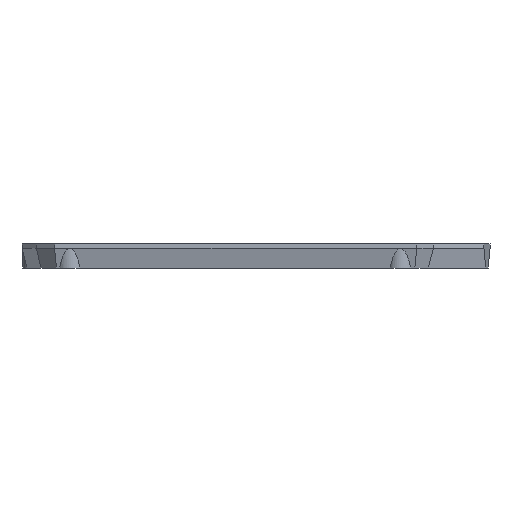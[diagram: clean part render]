
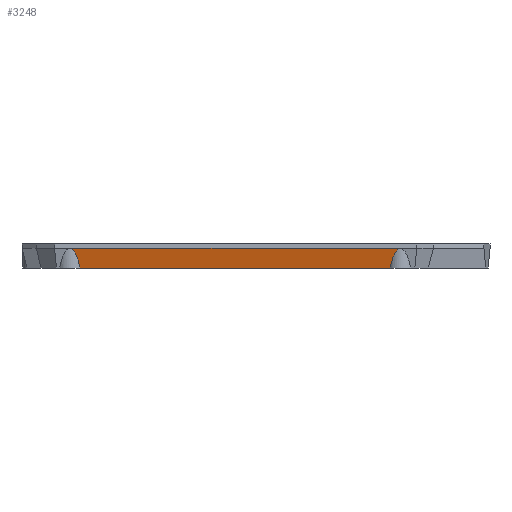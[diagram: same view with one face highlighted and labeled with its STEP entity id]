
A CAD part, left-side view. The second image highlights one B-rep face of the part: STEP entity #3248.
In plain terms, the highlighted planar face has unit normal (-0.97, 0, -0.242).
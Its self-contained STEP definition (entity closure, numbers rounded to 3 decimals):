
#31=ELLIPSE('',#3510,16.492,4.);
#32=ELLIPSE('',#3512,16.492,4.);
#286=FACE_OUTER_BOUND('',#462,.T.);
#462=EDGE_LOOP('',(#2463,#2464,#2465,#2466));
#718=LINE('',#5122,#1065);
#719=LINE('',#5125,#1066);
#1065=VECTOR('',#4148,10.);
#1066=VECTOR('',#4151,10.);
#1402=VERTEX_POINT('',#5115);
#1403=VERTEX_POINT('',#5117);
#1404=VERTEX_POINT('',#5121);
#1405=VERTEX_POINT('',#5123);
#1791=EDGE_CURVE('',#1402,#1403,#31,.T.);
#1792=EDGE_CURVE('',#1403,#1404,#718,.T.);
#1793=EDGE_CURVE('',#1404,#1405,#32,.T.);
#1794=EDGE_CURVE('',#1405,#1402,#719,.T.);
#2463=ORIENTED_EDGE('',*,*,#1791,.T.);
#2464=ORIENTED_EDGE('',*,*,#1792,.T.);
#2465=ORIENTED_EDGE('',*,*,#1793,.T.);
#2466=ORIENTED_EDGE('',*,*,#1794,.T.);
#3100=PLANE('',#3511);
#3248=ADVANCED_FACE('',(#286),#3100,.T.);
#3510=AXIS2_PLACEMENT_3D('',#5119,#4144,#4145);
#3511=AXIS2_PLACEMENT_3D('',#5120,#4146,#4147);
#3512=AXIS2_PLACEMENT_3D('',#5124,#4149,#4150);
#4144=DIRECTION('center_axis',(0.97,0.,0.243));
#4145=DIRECTION('ref_axis',(0.243,0.,-0.97));
#4146=DIRECTION('center_axis',(-0.97,0.,
-0.243));
#4147=DIRECTION('ref_axis',(-0.243,0.,0.97));
#4148=DIRECTION('',(0.,-1.,0.));
#4149=DIRECTION('center_axis',(0.97,0.,0.243));
#4150=DIRECTION('ref_axis',(0.243,0.,-0.97));
#4151=DIRECTION('',(0.,1.,0.));
#5115=CARTESIAN_POINT('',(32.839,-26.831,2.5));
#5117=CARTESIAN_POINT('',(34.339,-29.953,-3.5));
#5119=CARTESIAN_POINT('Origin',(36.839,-26.831,-13.5));
#5120=CARTESIAN_POINT('Origin',(33.589,-107.713,-0.5));
#5121=CARTESIAN_POINT('',(34.339,-123.98,-3.5));
#5122=CARTESIAN_POINT('',(34.339,-107.713,-3.5));
#5123=CARTESIAN_POINT('',(32.839,-127.103,2.5));
#5124=CARTESIAN_POINT('Origin',(36.839,-127.103,-13.5));
#5125=CARTESIAN_POINT('',(32.839,-107.713,2.5));
